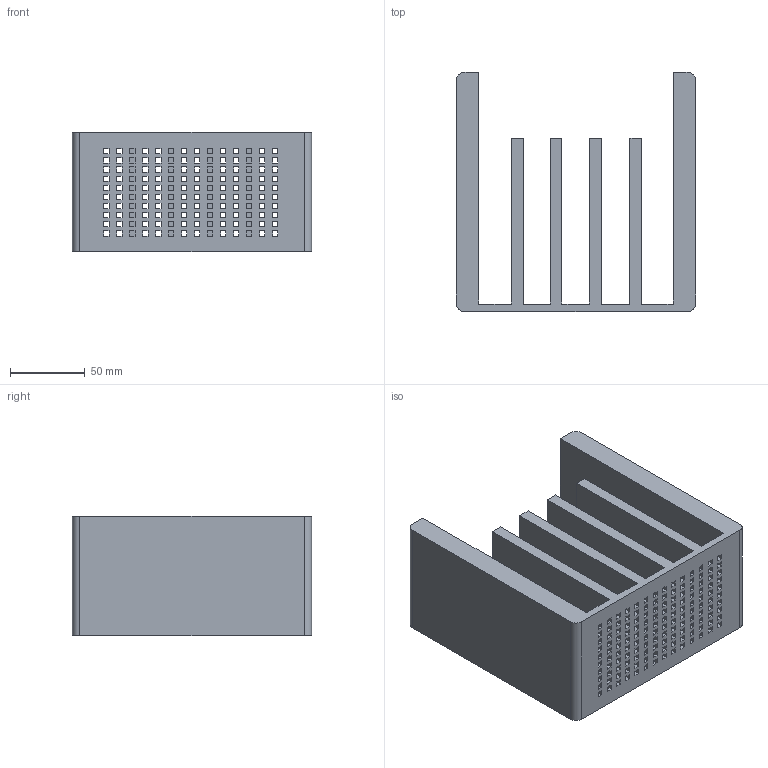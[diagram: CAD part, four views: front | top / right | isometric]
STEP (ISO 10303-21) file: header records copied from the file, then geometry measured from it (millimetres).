
FILE_DESCRIPTION(/* description */ (''),/* implementation_level */ '2;1');
FILE_NAME(/* name */ 'NAS-rack.step',/* time_stamp */ '2026-01-29T20:08:04+05:30',/* author */ (''),/* organization */ (''),/* preprocessor_version */ 'ST-DEVELOPER v20.1',/* originating_system */ 'Autodesk Translation Framework v14.24.0.0',/* authorisation */ '');
FILE_SCHEMA (('AUTOMOTIVE_DESIGN { 1 0 10303 214 3 1 1 }'));
Length unit declared in the file: millimetre
Products named in the file (1): 2026-01-29-20-08-04-089
Bounding box: 160 x 160 x 80 mm (x, y, z)
Volume: 702527.6 mm3; surface area: 174321.9 mm2
Topology: 1 solids, 1 shells, 630 faces, 1764 edges, 1176 vertices
Faces by surface type: plane 626, cylinder 4
Entity records: 20276 total; most frequent: CARTESIAN_POINT 3571, ORIENTED_EDGE 3528, DIRECTION 3034, EDGE_CURVE 1764, LINE 1756, VECTOR 1756, VERTEX_POINT 1176, EDGE_LOOP 870
